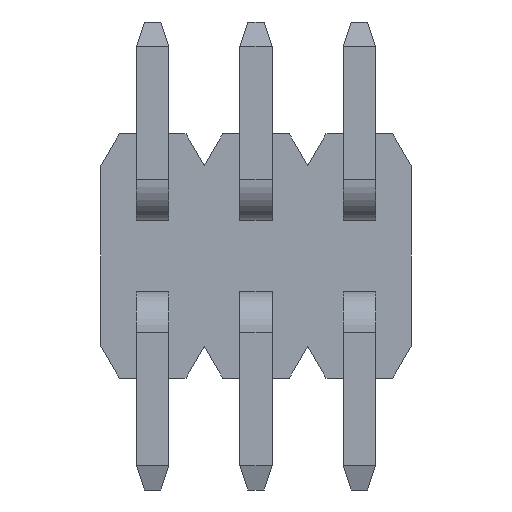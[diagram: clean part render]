
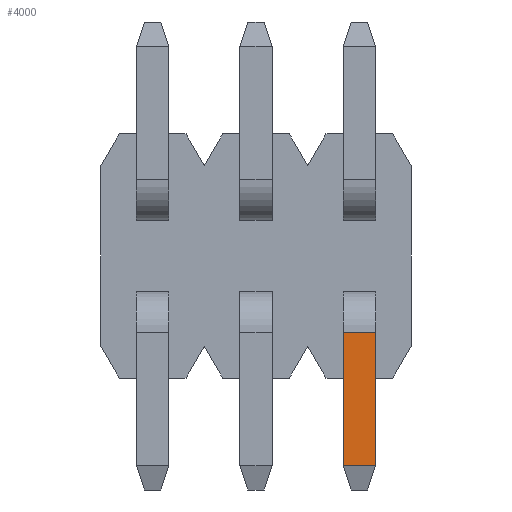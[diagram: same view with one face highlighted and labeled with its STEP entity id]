
A CAD part, front view. The second image highlights one B-rep face of the part: STEP entity #4000.
In plain terms, the highlighted planar face has unit normal (0, -1, 0).
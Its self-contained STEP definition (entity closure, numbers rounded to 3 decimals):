
#920=DIRECTION('',(0.,0.,-1.));
#921=VECTOR('',#920,1.635);
#922=CARTESIAN_POINT('',(1.07,-0.7,-0.94));
#923=LINE('',#922,#921);
#1002=DIRECTION('',(0.,0.,-1.));
#1003=VECTOR('',#1002,1.635);
#1004=CARTESIAN_POINT('',(1.47,-0.7,-0.94));
#1005=LINE('',#1004,#1003);
#1102=DIRECTION('',(-1.,0.,0.));
#1103=VECTOR('',#1102,0.4);
#1104=CARTESIAN_POINT('',(1.47,-0.7,-2.575));
#1105=LINE('',#1104,#1103);
#1106=DIRECTION('',(1.,0.,0.));
#1107=VECTOR('',#1106,0.4);
#1108=CARTESIAN_POINT('',(1.07,-0.7,-0.94));
#1109=LINE('',#1108,#1107);
#2159=CARTESIAN_POINT('',(1.07,-0.7,-0.94));
#2161=VERTEX_POINT('',#2159);
#2167=CARTESIAN_POINT('',(1.47,-0.7,-0.94));
#2169=VERTEX_POINT('',#2167);
#2230=CARTESIAN_POINT('',(1.47,-0.7,-2.575));
#2232=VERTEX_POINT('',#2230);
#2234=CARTESIAN_POINT('',(1.07,-0.7,-2.575));
#2235=VERTEX_POINT('',#2234);
#3988=CARTESIAN_POINT('',(1.07,-0.7,-0.94));
#3989=DIRECTION('',(0.,-1.,0.));
#3990=DIRECTION('',(0.,0.,-1.));
#3991=AXIS2_PLACEMENT_3D('',#3988,#3989,#3990);
#3992=PLANE('',#3991);
#3993=ORIENTED_EDGE('',*,*,#3978,.T.);
#3994=ORIENTED_EDGE('',*,*,#3695,.F.);
#3996=ORIENTED_EDGE('',*,*,#3995,.T.);
#3997=ORIENTED_EDGE('',*,*,#3827,.T.);
#3998=EDGE_LOOP('',(#3993,#3994,#3996,#3997));
#3999=FACE_OUTER_BOUND('',#3998,.F.);
#3695=EDGE_CURVE('',#2161,#2235,#923,.T.);
#3827=EDGE_CURVE('',#2169,#2232,#1005,.T.);
#3978=EDGE_CURVE('',#2232,#2235,#1105,.T.);
#3995=EDGE_CURVE('',#2161,#2169,#1109,.T.);
#4000=ADVANCED_FACE('',(#3999),#3992,.T.);
